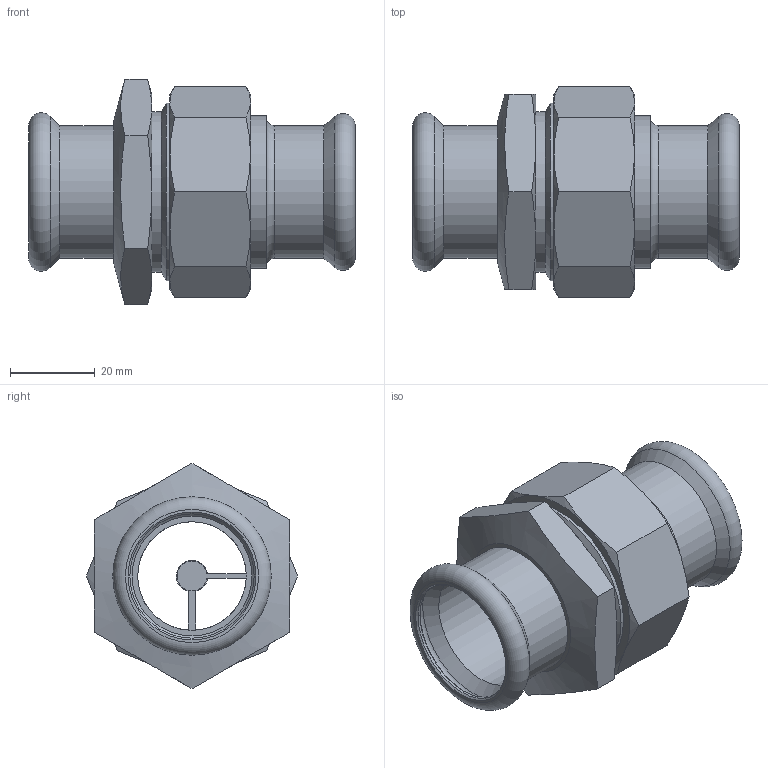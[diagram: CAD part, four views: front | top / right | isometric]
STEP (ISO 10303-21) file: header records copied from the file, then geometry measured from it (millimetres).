
FILE_DESCRIPTION(/* description */ (''),/* implementation_level */ '2;1');
FILE_NAME(/* name */ '35323.stp',/* time_stamp */ '2014-04-01T20:49:53+02:00',/* author */ ('bruh'),/* organization */ (''),/* preprocessor_version */ 'ST-DEVELOPER v15.2',/* originating_system */ 'Autodesk Inventor 2014',/* authorisation */ '');
FILE_SCHEMA (('AUTOMOTIVE_DESIGN { 1 0 10303 214 3 1 1 }'));
Length unit declared in the file: millimetre
Products named in the file (5): 102036; 101248; 101137; 400786; 35323
Bounding box: 77 x 49.79 x 53.12 mm (x, y, z)
Volume: 43583.1 mm3; surface area: 26336.4 mm2
Topology: 3 solids, 3 shells, 91 faces, 194 edges, 116 vertices
Faces by surface type: cone 35, plane 33, cylinder 16, torus 7
Full cylindrical faces by diameter (mm): 25.6 x2, 28.2 x2, 28.8 x1, 29.3 x1, 31.2 x1, 31.3 x1, 36 x2, 36.1 x1, 37.9 x1, 38.952 x1, 41.91 x1
Entity records: 2335 total; most frequent: CARTESIAN_POINT 462, DIRECTION 376, ORIENTED_EDGE 306, AXIS2_PLACEMENT_3D 173, EDGE_CURVE 153, EDGE_LOOP 138, VERTEX_POINT 109, ADVANCED_FACE 91
